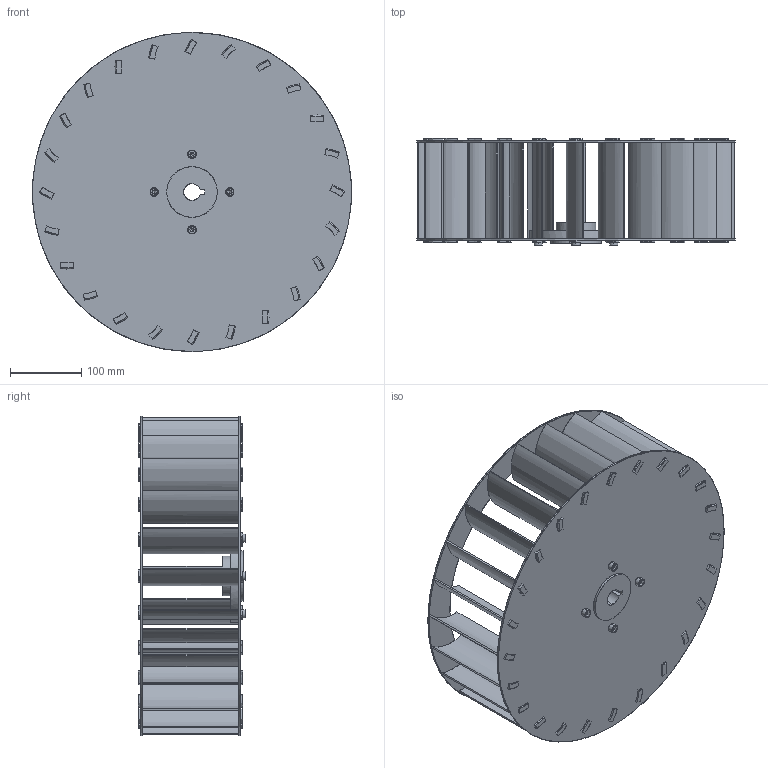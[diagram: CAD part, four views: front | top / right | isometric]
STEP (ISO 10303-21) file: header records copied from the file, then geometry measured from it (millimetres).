
FILE_DESCRIPTION(('FreeCAD Model'),'2;1');
FILE_NAME('Open CASCADE Shape Model','2025-04-29T13:10:40',('FreeCAD'),( 'FreeCAD'),'Open CASCADE STEP processor 7.6','FreeCAD','Unknown');
FILE_SCHEMA(('AUTOMOTIVE_DESIGN { 1 0 10303 214 1 1 1 1 }'));
Products named in the file (1): Open CASCADE STEP translator 7.6 1
Bounding box: 449.19 x 150.72 x 449.19 mm (x, y, z)
Surface area: 1190616.2 mm2 (no closed solid volume)
Topology: 0 solids, 1388 shells, 1388 faces, 14518 edges, 14510 vertices
Faces by surface type: bspline 1388
Entity records: 128871 total; most frequent: CARTESIAN_POINT 64271, ORIENTED_EDGE 14510, EDGE_CURVE 14510, VERTEX_POINT 14510, B_SPLINE_CURVE_WITH_KNOTS 12972, FACE_BOUND 1516, EDGE_LOOP 1516, SHELL_BASED_SURFACE_MODEL 1388
